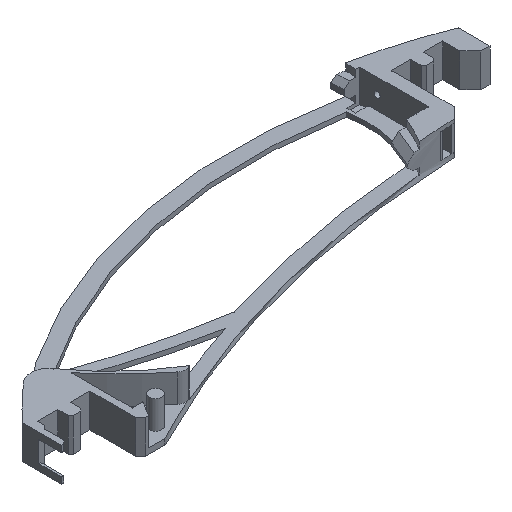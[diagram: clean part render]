
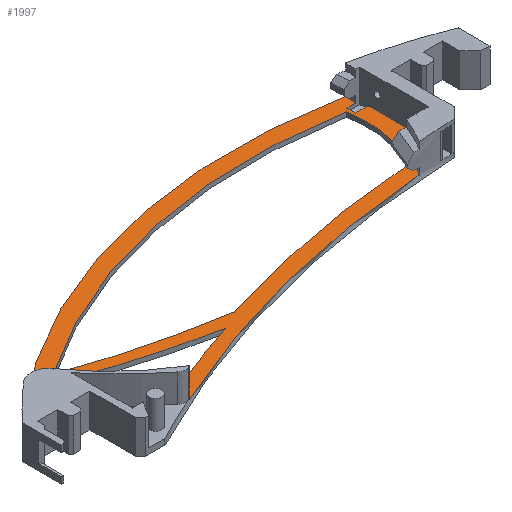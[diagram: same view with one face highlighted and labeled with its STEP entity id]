
A CAD part, isometric view. The second image highlights one B-rep face of the part: STEP entity #1997.
In plain terms, the highlighted planar face has unit normal (0, 0, 1).
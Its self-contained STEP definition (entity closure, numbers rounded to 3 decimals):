
#48=FACE_BOUND('',#192,.T.);
#49=FACE_BOUND('',#193,.T.);
#83=FACE_OUTER_BOUND('',#191,.T.);
#191=EDGE_LOOP('',(#1536,#1537,#1538,#1539,#1540,#1541,#1542,#1543,#1544,
#1545,#1546,#1547,#1548,#1549,#1550));
#192=EDGE_LOOP('',(#1551,#1552,#1553,#1554));
#193=EDGE_LOOP('',(#1555,#1556,#1557,#1558));
#287=CIRCLE('',#2100,7.);
#293=CIRCLE('',#2108,200.751);
#302=CIRCLE('',#2125,365.042);
#306=CIRCLE('',#2150,88.281);
#307=CIRCLE('',#2151,74.654);
#308=CIRCLE('',#2152,88.939);
#309=CIRCLE('',#2153,197.58);
#310=CIRCLE('',#2154,42.152);
#311=CIRCLE('',#2155,367.914);
#312=CIRCLE('',#2156,307.343);
#313=CIRCLE('',#2157,73.439);
#314=CIRCLE('',#2158,25.531);
#315=CIRCLE('',#2159,305.384);
#316=CIRCLE('',#2160,368.669);
#335=LINE('',#2840,#568);
#426=LINE('',#3097,#659);
#468=LINE('',#3194,#701);
#469=LINE('',#3196,#702);
#470=LINE('',#3198,#703);
#471=LINE('',#3200,#704);
#472=LINE('',#3202,#705);
#473=LINE('',#3204,#706);
#474=LINE('',#3206,#707);
#568=VECTOR('',#2261,10.);
#659=VECTOR('',#2454,10.);
#701=VECTOR('',#2546,10.);
#702=VECTOR('',#2547,10.);
#703=VECTOR('',#2548,10.);
#704=VECTOR('',#2549,10.);
#705=VECTOR('',#2550,10.);
#706=VECTOR('',#2551,10.);
#707=VECTOR('',#2552,10.);
#800=VERTEX_POINT('',#2837);
#801=VERTEX_POINT('',#2839);
#867=VERTEX_POINT('',#2982);
#868=VERTEX_POINT('',#2984);
#892=VERTEX_POINT('',#3036);
#914=VERTEX_POINT('',#3089);
#915=VERTEX_POINT('',#3091);
#916=VERTEX_POINT('',#3095);
#946=VERTEX_POINT('',#3192);
#947=VERTEX_POINT('',#3195);
#948=VERTEX_POINT('',#3197);
#949=VERTEX_POINT('',#3199);
#950=VERTEX_POINT('',#3201);
#951=VERTEX_POINT('',#3203);
#952=VERTEX_POINT('',#3205);
#953=VERTEX_POINT('',#3208);
#954=VERTEX_POINT('',#3209);
#955=VERTEX_POINT('',#3211);
#956=VERTEX_POINT('',#3213);
#957=VERTEX_POINT('',#3216);
#958=VERTEX_POINT('',#3217);
#959=VERTEX_POINT('',#3219);
#960=VERTEX_POINT('',#3221);
#1000=EDGE_CURVE('',#800,#801,#335,.T.);
#1072=EDGE_CURVE('',#867,#868,#287,.F.);
#1098=EDGE_CURVE('',#868,#892,#293,.T.);
#1128=EDGE_CURVE('',#914,#915,#302,.T.);
#1131=EDGE_CURVE('',#916,#800,#426,.T.);
#1178=EDGE_CURVE('',#915,#867,#306,.T.);
#1179=EDGE_CURVE('',#946,#914,#307,.T.);
#1180=EDGE_CURVE('',#801,#946,#468,.T.);
#1181=EDGE_CURVE('',#947,#916,#469,.T.);
#1182=EDGE_CURVE('',#948,#947,#470,.T.);
#1183=EDGE_CURVE('',#949,#948,#471,.T.);
#1184=EDGE_CURVE('',#950,#949,#472,.T.);
#1185=EDGE_CURVE('',#951,#950,#473,.T.);
#1186=EDGE_CURVE('',#952,#951,#474,.T.);
#1187=EDGE_CURVE('',#892,#952,#308,.T.);
#1188=EDGE_CURVE('',#953,#954,#309,.T.);
#1189=EDGE_CURVE('',#955,#953,#310,.T.);
#1190=EDGE_CURVE('',#956,#955,#311,.T.);
#1191=EDGE_CURVE('',#954,#956,#312,.T.);
#1192=EDGE_CURVE('',#957,#958,#313,.T.);
#1193=EDGE_CURVE('',#959,#957,#314,.T.);
#1194=EDGE_CURVE('',#960,#959,#315,.T.);
#1195=EDGE_CURVE('',#958,#960,#316,.T.);
#1536=ORIENTED_EDGE('',*,*,#1178,.F.);
#1537=ORIENTED_EDGE('',*,*,#1128,.F.);
#1538=ORIENTED_EDGE('',*,*,#1179,.F.);
#1539=ORIENTED_EDGE('',*,*,#1180,.F.);
#1540=ORIENTED_EDGE('',*,*,#1000,.F.);
#1541=ORIENTED_EDGE('',*,*,#1131,.F.);
#1542=ORIENTED_EDGE('',*,*,#1181,.F.);
#1543=ORIENTED_EDGE('',*,*,#1182,.F.);
#1544=ORIENTED_EDGE('',*,*,#1183,.F.);
#1545=ORIENTED_EDGE('',*,*,#1184,.F.);
#1546=ORIENTED_EDGE('',*,*,#1185,.F.);
#1547=ORIENTED_EDGE('',*,*,#1186,.F.);
#1548=ORIENTED_EDGE('',*,*,#1187,.F.);
#1549=ORIENTED_EDGE('',*,*,#1098,.F.);
#1550=ORIENTED_EDGE('',*,*,#1072,.F.);
#1551=ORIENTED_EDGE('',*,*,#1188,.F.);
#1552=ORIENTED_EDGE('',*,*,#1189,.F.);
#1553=ORIENTED_EDGE('',*,*,#1190,.F.);
#1554=ORIENTED_EDGE('',*,*,#1191,.F.);
#1555=ORIENTED_EDGE('',*,*,#1192,.F.);
#1556=ORIENTED_EDGE('',*,*,#1193,.F.);
#1557=ORIENTED_EDGE('',*,*,#1194,.F.);
#1558=ORIENTED_EDGE('',*,*,#1195,.F.);
#1909=PLANE('',#2149);
#1997=ADVANCED_FACE('',(#83,#48,#49),#1909,.T.);
#2100=AXIS2_PLACEMENT_3D('',#2985,#2363,#2364);
#2108=AXIS2_PLACEMENT_3D('',#3037,#2399,#2400);
#2125=AXIS2_PLACEMENT_3D('',#3092,#2448,#2449);
#2149=AXIS2_PLACEMENT_3D('',#3190,#2540,#2541);
#2150=AXIS2_PLACEMENT_3D('',#3191,#2542,#2543);
#2151=AXIS2_PLACEMENT_3D('',#3193,#2544,#2545);
#2152=AXIS2_PLACEMENT_3D('',#3207,#2553,#2554);
#2153=AXIS2_PLACEMENT_3D('',#3210,#2555,#2556);
#2154=AXIS2_PLACEMENT_3D('',#3212,#2557,#2558);
#2155=AXIS2_PLACEMENT_3D('',#3214,#2559,#2560);
#2156=AXIS2_PLACEMENT_3D('',#3215,#2561,#2562);
#2157=AXIS2_PLACEMENT_3D('',#3218,#2563,#2564);
#2158=AXIS2_PLACEMENT_3D('',#3220,#2565,#2566);
#2159=AXIS2_PLACEMENT_3D('',#3222,#2567,#2568);
#2160=AXIS2_PLACEMENT_3D('',#3223,#2569,#2570);
#2261=DIRECTION('',(0.,-1.,0.));
#2363=DIRECTION('center_axis',(0.,0.,-1.));
#2364=DIRECTION('ref_axis',(0.123,0.992,0.));
#2399=DIRECTION('center_axis',(0.,0.,-1.));
#2400=DIRECTION('ref_axis',(0.371,0.929,0.));
#2448=DIRECTION('center_axis',(0.,0.,1.));
#2449=DIRECTION('ref_axis',(0.05,0.999,0.));
#2454=DIRECTION('',(-1.,0.,0.));
#2540=DIRECTION('center_axis',(0.,0.,1.));
#2541=DIRECTION('ref_axis',(1.,0.,0.));
#2542=DIRECTION('center_axis',(0.,0.,-1.));
#2543=DIRECTION('ref_axis',(-0.868,-0.497,0.));
#2544=DIRECTION('center_axis',(0.,0.,-1.));
#2545=DIRECTION('ref_axis',(0.853,-0.522,0.));
#2546=DIRECTION('',(-1.,0.,0.));
#2547=DIRECTION('',(0.,1.,0.));
#2548=DIRECTION('',(-1.,0.,0.));
#2549=DIRECTION('',(0.,-1.,0.));
#2550=DIRECTION('',(1.,0.,0.));
#2551=DIRECTION('',(0.,-1.,0.));
#2552=DIRECTION('',(-1.,0.,0.));
#2553=DIRECTION('center_axis',(0.,0.,-1.));
#2554=DIRECTION('ref_axis',(0.996,-0.092,0.));
#2555=DIRECTION('center_axis',(0.,0.,1.));
#2556=DIRECTION('ref_axis',(0.177,0.984,0.));
#2557=DIRECTION('center_axis',(0.,0.,1.));
#2558=DIRECTION('ref_axis',(0.844,-0.536,0.));
#2559=DIRECTION('center_axis',(0.,0.,-1.));
#2560=DIRECTION('ref_axis',(-0.07,0.998,0.));
#2561=DIRECTION('center_axis',(0.,0.,1.));
#2562=DIRECTION('ref_axis',(-0.337,-0.941,0.));
#2563=DIRECTION('center_axis',(0.,0.,1.));
#2564=DIRECTION('ref_axis',(-0.929,-0.37,0.));
#2565=DIRECTION('center_axis',(0.,0.,1.));
#2566=DIRECTION('ref_axis',(-0.371,0.929,0.));
#2567=DIRECTION('center_axis',(0.,0.,-1.));
#2568=DIRECTION('ref_axis',(-0.35,-0.937,0.));
#2569=DIRECTION('center_axis',(0.,0.,-1.));
#2570=DIRECTION('ref_axis',(-0.312,0.95,0.));
#2837=CARTESIAN_POINT('',(85.527,-20.2,1.8));
#2839=CARTESIAN_POINT('',(85.527,-24.497,1.8));
#2840=CARTESIAN_POINT('',(85.527,-29.35,1.8));
#2982=CARTESIAN_POINT('',(-73.201,-39.988,1.8));
#2984=CARTESIAN_POINT('',(-83.556,-38.705,1.8));
#2985=CARTESIAN_POINT('Origin',(-78.952,-43.979,1.8));
#3036=CARTESIAN_POINT('',(88.743,6.731,1.8));
#3037=CARTESIAN_POINT('Origin',(48.466,-189.938,1.8));
#3089=CARTESIAN_POINT('',(76.338,-34.609,1.8));
#3091=CARTESIAN_POINT('',(-45.351,-65.799,1.8));
#3092=CARTESIAN_POINT('Origin',(104.776,-398.542,1.8));
#3095=CARTESIAN_POINT('',(90.113,-20.2,1.8));
#3097=CARTESIAN_POINT('',(45.18,-20.2,1.8));
#3190=CARTESIAN_POINT('Origin',(4.032,-29.67,1.8));
#3191=CARTESIAN_POINT('Origin',(-0.672,10.341,1.8));
#3192=CARTESIAN_POINT('',(81.509,-24.497,1.8));
#3193=CARTESIAN_POINT('Origin',(12.65,4.342,1.8));
#3194=CARTESIAN_POINT('',(42.771,-24.497,1.8));
#3195=CARTESIAN_POINT('',(90.113,-24.5,1.8));
#3196=CARTESIAN_POINT('',(90.113,-31.935,1.8));
#3197=CARTESIAN_POINT('',(90.113,-24.5,1.8));
#3198=CARTESIAN_POINT('',(88.164,-24.5,1.8));
#3199=CARTESIAN_POINT('',(90.113,-0.9,1.8));
#3200=CARTESIAN_POINT('',(90.113,-20.208,1.8));
#3201=CARTESIAN_POINT('',(85.,-0.9,1.8));
#3202=CARTESIAN_POINT('',(87.5,-0.9,1.8));
#3203=CARTESIAN_POINT('',(85.,2.5,1.8));
#3204=CARTESIAN_POINT('',(85.,-20.208,1.8));
#3205=CARTESIAN_POINT('',(88.454,2.5,1.8));
#3206=CARTESIAN_POINT('',(47.016,2.5,1.8));
#3207=CARTESIAN_POINT('Origin',(-0.108,10.68,1.8));
#3208=CARTESIAN_POINT('',(83.609,1.349,1.8));
#3209=CARTESIAN_POINT('',(-63.568,-30.454,1.8));
#3210=CARTESIAN_POINT('Origin',(48.603,-193.106,1.8));
#3211=CARTESIAN_POINT('',(77.74,-28.893,1.8));
#3212=CARTESIAN_POINT('Origin',(42.157,-6.298,1.8));
#3213=CARTESIAN_POINT('',(-6.601,-44.892,1.8));
#3214=CARTESIAN_POINT('Origin',(103.669,-395.892,1.8));
#3215=CARTESIAN_POINT('Origin',(40.077,258.885,1.8));
#3216=CARTESIAN_POINT('',(-67.284,-33.596,1.8));
#3217=CARTESIAN_POINT('',(-49.356,-62.383,1.8));
#3218=CARTESIAN_POINT('Origin',(2.334,-10.217,1.8));
#3219=CARTESIAN_POINT('',(-66.967,-33.419,1.8));
#3220=CARTESIAN_POINT('Origin',(-54.733,-55.828,1.8));
#3221=CARTESIAN_POINT('',(-14.04,-48.717,1.8));
#3222=CARTESIAN_POINT('Origin',(43.948,251.11,1.8));
#3223=CARTESIAN_POINT('Origin',(101.169,-398.923,1.8));
